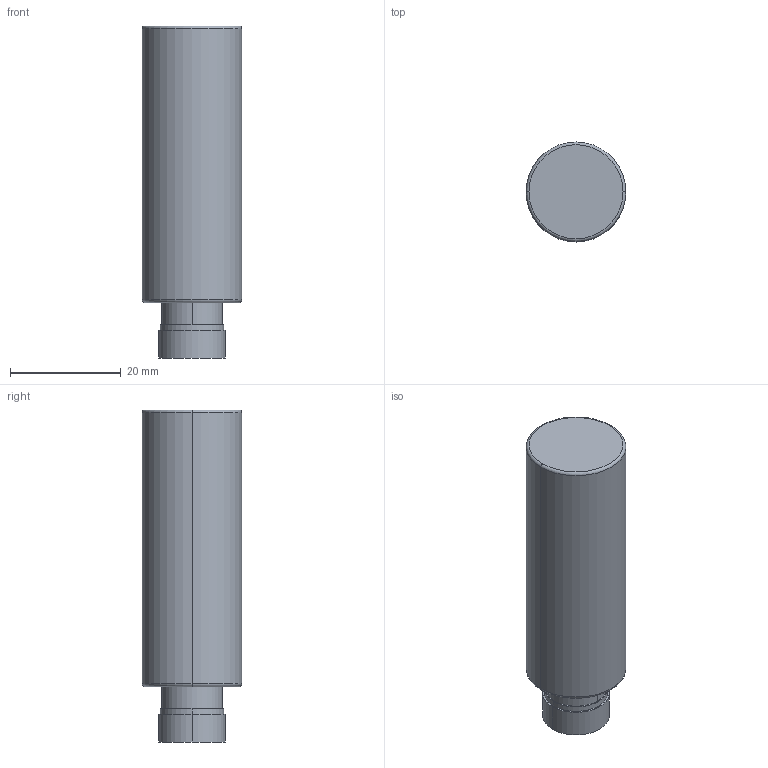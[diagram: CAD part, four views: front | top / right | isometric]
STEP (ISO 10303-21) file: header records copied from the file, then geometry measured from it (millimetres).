
FILE_DESCRIPTION((''),'2;1');
FILE_NAME('18G50_E000374A','2006-01-03T',('Pepperl+Fuchs'),('Industriehansa'),'PRO/ENGINEER BY PARAMETRIC TECHNOLOGY CORPORATION, 2005290','PRO/ENGINEER BY PARAMETRIC TECHNOLOGY CORPORATION, 2005290','');
FILE_SCHEMA(('AUTOMOTIVE_DESIGN_CC2 { 1 2 10303 214 -1 1 5 2 }'));
Length unit declared in the file: millimetre
Products named in the file (1): 18G50_E000374A
Bounding box: 18 x 18 x 60 mm (x, y, z)
Volume: 13765.1 mm3; surface area: 3710.5 mm2
Topology: 1 solids, 1 shells, 17 faces, 84 edges, 76 vertices
Faces by surface type: cylinder 8, plane 5, torus 4
Entity records: 1253 total; most frequent: DIRECTION 160, CARTESIAN_POINT 122, PRESENTATION_STYLE_ASSIGNMENT 105, STYLED_ITEM 98, CURVE_STYLE 91, ORIENTED_EDGE 64, AXIS2_PLACEMENT_3D 58, TRIMMED_CURVE 52
